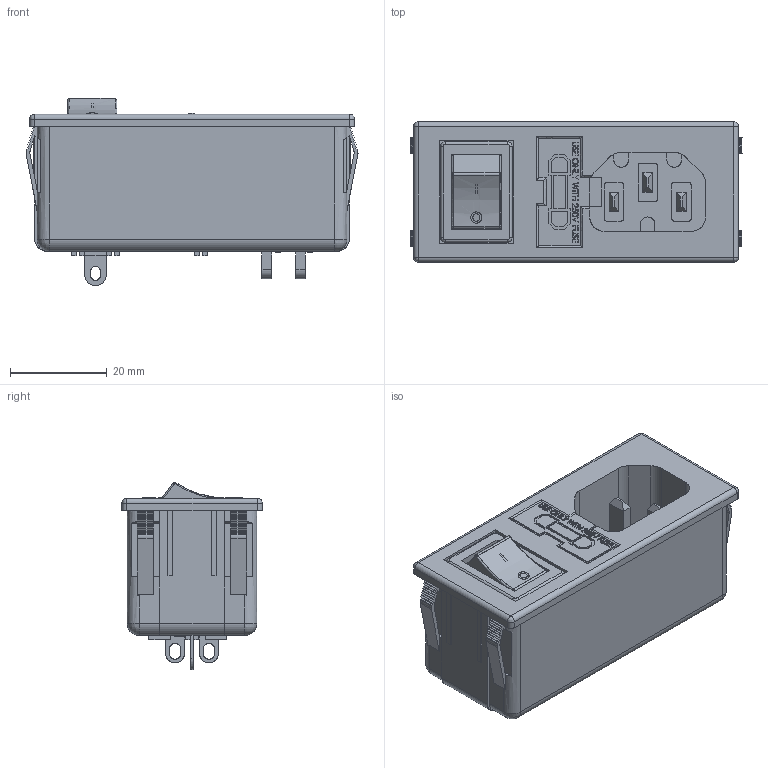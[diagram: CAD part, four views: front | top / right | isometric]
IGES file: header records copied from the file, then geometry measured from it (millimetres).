
Start section: SolidWorks IGES file using analytic representation for surfaces
Global section: file name: 06A2.IGS; native system: SolidWorks 2005 by SolidWorks Corporation; preprocessor: SolidWorks 2005 by SolidWorks Corporation; author: TAMMY.YANG; date: 110916.180336; units: millimetre
Bounding box: 68.8 x 29.1 x 38.8 mm (x, y, z)
Surface area: 12086.1 mm2 (no closed solid volume)
Topology: 0 solids, 0 shells, 747 faces, 5851 edges, 5843 vertices
Faces by surface type: bspline 647, revolution 100
